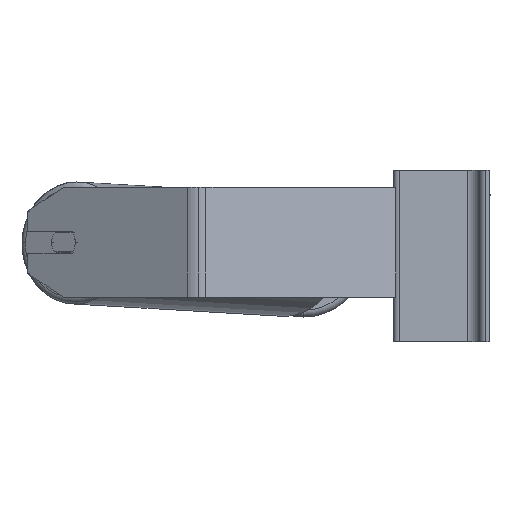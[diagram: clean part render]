
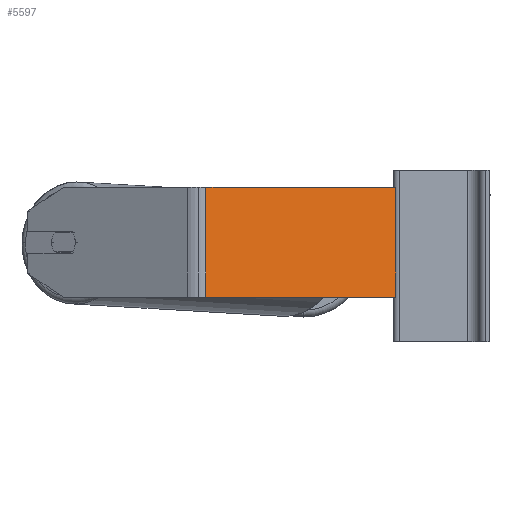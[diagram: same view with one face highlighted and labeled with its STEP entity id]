
A CAD part, left-side view. The second image highlights one B-rep face of the part: STEP entity #5597.
In plain terms, the highlighted planar face has unit normal (-0.94, -0.342, 0).
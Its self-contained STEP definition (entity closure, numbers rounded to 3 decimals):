
#218 = CARTESIAN_POINT ( 'NONE',  ( -540.444, 161.362, 50. ) ) ;
#236 = VECTOR ( 'NONE', #1778, 1000. ) ;
#714 = PLANE ( 'NONE',  #6281 ) ;
#1778 = DIRECTION ( 'NONE',  ( 0.342, -0.94, 0. ) ) ;
#2570 = VERTEX_POINT ( 'NONE', #10015 ) ;
#2639 = ORIENTED_EDGE ( 'NONE', *, *, #4958, .T. ) ;
#2801 = VERTEX_POINT ( 'NONE', #2910 ) ;
#2806 = DIRECTION ( 'NONE',  ( 0.342, -0.94, 0. ) ) ;
#2910 = CARTESIAN_POINT ( 'NONE',  ( -487.518, 15.948, 50. ) ) ;
#3090 = FACE_OUTER_BOUND ( 'NONE', #8949, .T. ) ;
#3352 = VECTOR ( 'NONE', #4991, 1000. ) ;
#3924 = EDGE_CURVE ( 'NONE', #2570, #2801, #5977, .T. ) ;
#4000 = DIRECTION ( 'NONE',  ( -0.342, 0.94, 0. ) ) ;
#4410 = LINE ( 'NONE', #9296, #9036 ) ;
#4633 = VERTEX_POINT ( 'NONE', #8648 ) ;
#4958 = EDGE_CURVE ( 'NONE', #2570, #6309, #5792, .T. ) ;
#4967 = LINE ( 'NONE', #6481, #236 ) ;
#4991 = DIRECTION ( 'NONE',  ( 0., 0., -1. ) ) ;
#5162 = DIRECTION ( 'NONE',  ( 0., 0., -1. ) ) ;
#5570 = CARTESIAN_POINT ( 'NONE',  ( -537.892, 154.351, -30. ) ) ;
#5597 = ADVANCED_FACE ( 'NONE', ( #3090 ), #714, .F. ) ;
#5685 = EDGE_CURVE ( 'NONE', #6309, #4633, #4967, .T. ) ;
#5792 = LINE ( 'NONE', #9072, #3352 ) ;
#5977 = LINE ( 'NONE', #218, #10190 ) ;
#6185 = ORIENTED_EDGE ( 'NONE', *, *, #5685, .T. ) ;
#6281 = AXIS2_PLACEMENT_3D ( 'NONE', #7935, #7887, #4000 ) ;
#6309 = VERTEX_POINT ( 'NONE', #5570 ) ;
#6481 = CARTESIAN_POINT ( 'NONE',  ( -540.444, 161.362, -30. ) ) ;
#7447 = ORIENTED_EDGE ( 'NONE', *, *, #7493, .F. ) ;
#7493 = EDGE_CURVE ( 'NONE', #2801, #4633, #4410, .T. ) ;
#7887 = DIRECTION ( 'NONE',  ( 0.94, 0.342, 0. ) ) ;
#7935 = CARTESIAN_POINT ( 'NONE',  ( -540.444, 161.362, 50. ) ) ;
#8467 = ORIENTED_EDGE ( 'NONE', *, *, #3924, .F. ) ;
#8648 = CARTESIAN_POINT ( 'NONE',  ( -487.518, 15.948, -30. ) ) ;
#8949 = EDGE_LOOP ( 'NONE', ( #6185, #7447, #8467, #2639 ) ) ;
#9036 = VECTOR ( 'NONE', #5162, 1000. ) ;
#9072 = CARTESIAN_POINT ( 'NONE',  ( -537.892, 154.351, 50. ) ) ;
#9296 = CARTESIAN_POINT ( 'NONE',  ( -487.518, 15.948, 50. ) ) ;
#10015 = CARTESIAN_POINT ( 'NONE',  ( -537.892, 154.351, 50. ) ) ;
#10190 = VECTOR ( 'NONE', #2806, 1000. ) ;
